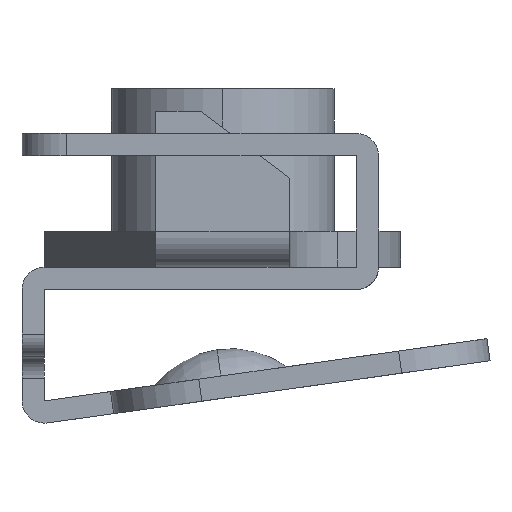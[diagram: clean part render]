
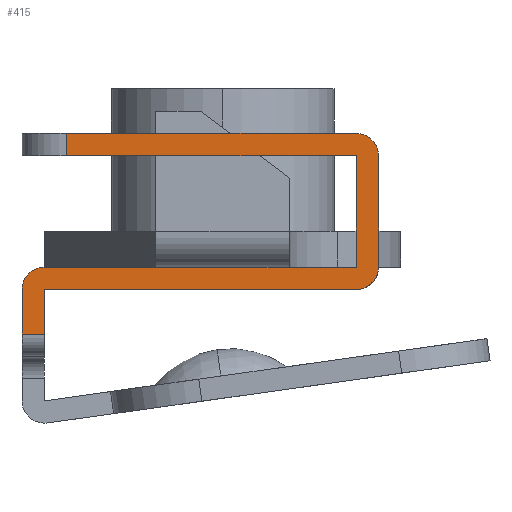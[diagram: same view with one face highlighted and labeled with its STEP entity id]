
A CAD part, left-side view. The second image highlights one B-rep face of the part: STEP entity #415.
In plain terms, the highlighted planar face has unit normal (-1, 0, 0).
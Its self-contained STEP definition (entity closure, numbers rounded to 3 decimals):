
#3 = LINE ( 'NONE', #4241, #1751 ) ;
#103 = CARTESIAN_POINT ( 'NONE',  ( -12., 4., -3.5 ) ) ;
#136 = CARTESIAN_POINT ( 'NONE',  ( -12., -3.5, -0.5 ) ) ;
#239 = CARTESIAN_POINT ( 'NONE',  ( -12., 4.5, -0.5 ) ) ;
#311 = DIRECTION ( 'NONE',  ( 0., -1., 0. ) ) ;
#368 = LINE ( 'NONE', #136, #3673 ) ;
#370 = ORIENTED_EDGE ( 'NONE', *, *, #2481, .F. ) ;
#403 = CARTESIAN_POINT ( 'NONE',  ( -12., 3.5, -0.5 ) ) ;
#415 = ADVANCED_FACE ( 'NONE', ( #3437 ), #4197, .T. ) ;
#472 = ORIENTED_EDGE ( 'NONE', *, *, #3517, .T. ) ;
#483 = EDGE_CURVE ( 'NONE', #3304, #3428, #1399, .T. ) ;
#499 = VERTEX_POINT ( 'NONE', #4253 ) ;
#576 = VECTOR ( 'NONE', #2812, 1000. ) ;
#577 = DIRECTION ( 'NONE',  ( 0., 0., 1. ) ) ;
#675 = LINE ( 'NONE', #403, #576 ) ;
#707 = CARTESIAN_POINT ( 'NONE',  ( -12., -3., -3. ) ) ;
#720 = VERTEX_POINT ( 'NONE', #4228 ) ;
#774 = ORIENTED_EDGE ( 'NONE', *, *, #2886, .F. ) ;
#796 = CARTESIAN_POINT ( 'NONE',  ( -12., 4., -3.5 ) ) ;
#801 = VECTOR ( 'NONE', #3970, 1000. ) ;
#837 = ORIENTED_EDGE ( 'NONE', *, *, #2958, .F. ) ;
#927 = ORIENTED_EDGE ( 'NONE', *, *, #1633, .F. ) ;
#999 = CARTESIAN_POINT ( 'NONE',  ( -12., -3., 0. ) ) ;
#1035 = EDGE_CURVE ( 'NONE', #3318, #3304, #1554, .T. ) ;
#1066 = CARTESIAN_POINT ( 'NONE',  ( -12., 4.5, -4.5 ) ) ;
#1124 = DIRECTION ( 'NONE',  ( 0., 0., 1. ) ) ;
#1135 = CARTESIAN_POINT ( 'NONE',  ( -12., -3., -3. ) ) ;
#1172 = CIRCLE ( 'NONE', #2889, 0.5 ) ;
#1230 = ORIENTED_EDGE ( 'NONE', *, *, #1035, .F. ) ;
#1301 = CARTESIAN_POINT ( 'NONE',  ( -12., -3., -0.5 ) ) ;
#1304 = ORIENTED_EDGE ( 'NONE', *, *, #3141, .F. ) ;
#1382 = VECTOR ( 'NONE', #2818, 1000. ) ;
#1399 = CIRCLE ( 'NONE', #1517, 0.5 ) ;
#1446 = CARTESIAN_POINT ( 'NONE',  ( -12., 4., -3. ) ) ;
#1450 = EDGE_CURVE ( 'NONE', #3860, #3340, #2451, .T. ) ;
#1485 = EDGE_LOOP ( 'NONE', ( #1831, #472, #927, #837, #1304, #3555, #3440, #1230, #2589, #370, #3446, #3631, #774 ) ) ;
#1517 = AXIS2_PLACEMENT_3D ( 'NONE', #1301, #1992, #4238 ) ;
#1554 = LINE ( 'NONE', #3241, #2626 ) ;
#1559 = CARTESIAN_POINT ( 'NONE',  ( -12., 4., -3.5 ) ) ;
#1588 = AXIS2_PLACEMENT_3D ( 'NONE', #1559, #3840, #577 ) ;
#1633 = EDGE_CURVE ( 'NONE', #3261, #2367, #3402, .T. ) ;
#1641 = EDGE_CURVE ( 'NONE', #3213, #3860, #2652, .T. ) ;
#1751 = VECTOR ( 'NONE', #2577, 1000. ) ;
#1761 = CARTESIAN_POINT ( 'NONE',  ( -12., 4.5, -3.5 ) ) ;
#1831 = ORIENTED_EDGE ( 'NONE', *, *, #2300, .F. ) ;
#1926 = EDGE_CURVE ( 'NONE', #3318, #3792, #675, .T. ) ;
#1978 = VECTOR ( 'NONE', #4187, 1000. ) ;
#1992 = DIRECTION ( 'NONE',  ( 1., 0., 0. ) ) ;
#2297 = VECTOR ( 'NONE', #2739, 1000. ) ;
#2300 = EDGE_CURVE ( 'NONE', #2724, #3072, #3, .T. ) ;
#2367 = VERTEX_POINT ( 'NONE', #3015 ) ;
#2451 = LINE ( 'NONE', #3628, #801 ) ;
#2469 = DIRECTION ( 'NONE',  ( 1., 0., 0. ) ) ;
#2481 = EDGE_CURVE ( 'NONE', #3340, #3792, #4229, .T. ) ;
#2577 = DIRECTION ( 'NONE',  ( 0., 0., 1. ) ) ;
#2589 = ORIENTED_EDGE ( 'NONE', *, *, #1926, .T. ) ;
#2600 = VECTOR ( 'NONE', #4089, 1000. ) ;
#2626 = VECTOR ( 'NONE', #311, 1000. ) ;
#2652 = LINE ( 'NONE', #1135, #2297 ) ;
#2724 = VERTEX_POINT ( 'NONE', #1066 ) ;
#2739 = DIRECTION ( 'NONE',  ( 0., -1., 0. ) ) ;
#2757 = CARTESIAN_POINT ( 'NONE',  ( -12., 4., -4.5 ) ) ;
#2812 = DIRECTION ( 'NONE',  ( 0., 0., -1. ) ) ;
#2818 = DIRECTION ( 'NONE',  ( 0., -1., 0. ) ) ;
#2886 = EDGE_CURVE ( 'NONE', #3072, #3213, #3633, .T. ) ;
#2889 = AXIS2_PLACEMENT_3D ( 'NONE', #3109, #2469, #4211 ) ;
#2958 = EDGE_CURVE ( 'NONE', #720, #3261, #3032, .T. ) ;
#2976 = AXIS2_PLACEMENT_3D ( 'NONE', #796, #3094, #1124 ) ;
#3015 = CARTESIAN_POINT ( 'NONE',  ( -12., 4., -4.5 ) ) ;
#3032 = LINE ( 'NONE', #3766, #4156 ) ;
#3059 = DIRECTION ( 'NONE',  ( 0., 0., -1. ) ) ;
#3072 = VERTEX_POINT ( 'NONE', #1761 ) ;
#3094 = DIRECTION ( 'NONE',  ( 1., 0., 0. ) ) ;
#3109 = CARTESIAN_POINT ( 'NONE',  ( -12., -3., -3. ) ) ;
#3141 = EDGE_CURVE ( 'NONE', #499, #720, #1172, .T. ) ;
#3213 = VERTEX_POINT ( 'NONE', #1446 ) ;
#3241 = CARTESIAN_POINT ( 'NONE',  ( -12., 4.5, 0. ) ) ;
#3261 = VERTEX_POINT ( 'NONE', #103 ) ;
#3304 = VERTEX_POINT ( 'NONE', #999 ) ;
#3318 = VERTEX_POINT ( 'NONE', #3353 ) ;
#3340 = VERTEX_POINT ( 'NONE', #3966 ) ;
#3344 = CARTESIAN_POINT ( 'NONE',  ( -12., -3.5, -0.5 ) ) ;
#3353 = CARTESIAN_POINT ( 'NONE',  ( -12., 3.5, 0. ) ) ;
#3397 = EDGE_CURVE ( 'NONE', #3428, #499, #368, .T. ) ;
#3402 = LINE ( 'NONE', #3424, #2600 ) ;
#3421 = LINE ( 'NONE', #2757, #1382 ) ;
#3424 = CARTESIAN_POINT ( 'NONE',  ( -12., 4., -3.5 ) ) ;
#3428 = VERTEX_POINT ( 'NONE', #3344 ) ;
#3437 = FACE_OUTER_BOUND ( 'NONE', #1485, .T. ) ;
#3440 = ORIENTED_EDGE ( 'NONE', *, *, #483, .F. ) ;
#3446 = ORIENTED_EDGE ( 'NONE', *, *, #1450, .F. ) ;
#3448 = DIRECTION ( 'NONE',  ( 0., 1., 0. ) ) ;
#3517 = EDGE_CURVE ( 'NONE', #2724, #2367, #3421, .T. ) ;
#3555 = ORIENTED_EDGE ( 'NONE', *, *, #3397, .F. ) ;
#3628 = CARTESIAN_POINT ( 'NONE',  ( -12., -3., -0.5 ) ) ;
#3631 = ORIENTED_EDGE ( 'NONE', *, *, #1641, .F. ) ;
#3633 = CIRCLE ( 'NONE', #2976, 0.5 ) ;
#3673 = VECTOR ( 'NONE', #3059, 1000. ) ;
#3766 = CARTESIAN_POINT ( 'NONE',  ( -12., -3., -3.5 ) ) ;
#3792 = VERTEX_POINT ( 'NONE', #4063 ) ;
#3840 = DIRECTION ( 'NONE',  ( -1., 0., 0. ) ) ;
#3860 = VERTEX_POINT ( 'NONE', #707 ) ;
#3966 = CARTESIAN_POINT ( 'NONE',  ( -12., -3., -0.5 ) ) ;
#3970 = DIRECTION ( 'NONE',  ( 0., 0., 1. ) ) ;
#4063 = CARTESIAN_POINT ( 'NONE',  ( -12., 3.5, -0.5 ) ) ;
#4089 = DIRECTION ( 'NONE',  ( 0., 0., -1. ) ) ;
#4156 = VECTOR ( 'NONE', #3448, 1000. ) ;
#4187 = DIRECTION ( 'NONE',  ( 0., 1., 0. ) ) ;
#4197 = PLANE ( 'NONE',  #1588 ) ;
#4211 = DIRECTION ( 'NONE',  ( 0., 0., -1. ) ) ;
#4228 = CARTESIAN_POINT ( 'NONE',  ( -12., -3., -3.5 ) ) ;
#4229 = LINE ( 'NONE', #239, #1978 ) ;
#4238 = DIRECTION ( 'NONE',  ( 0., 0., -1. ) ) ;
#4241 = CARTESIAN_POINT ( 'NONE',  ( -12., 4.5, -3.5 ) ) ;
#4253 = CARTESIAN_POINT ( 'NONE',  ( -12., -3.5, -3. ) ) ;
